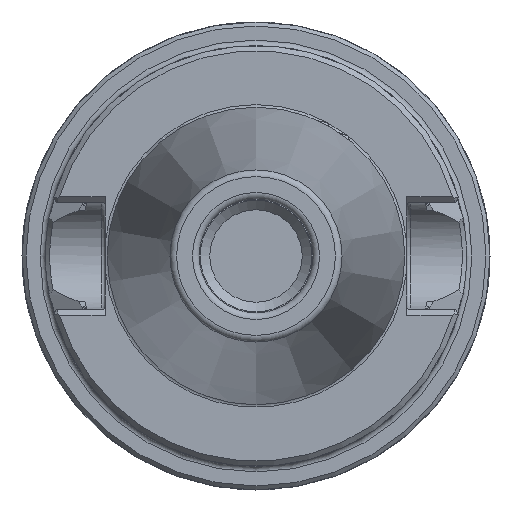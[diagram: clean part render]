
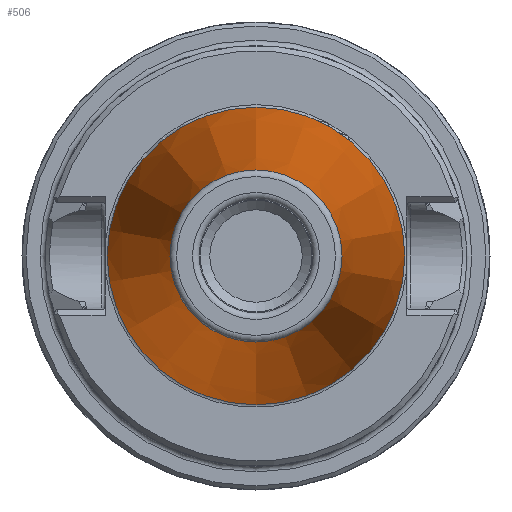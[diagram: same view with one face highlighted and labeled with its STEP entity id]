
A CAD part, left-side view. The second image highlights one B-rep face of the part: STEP entity #506.
In plain terms, the highlighted conical face has half-angle 8.297 degrees and reference radius 12.871 mm.
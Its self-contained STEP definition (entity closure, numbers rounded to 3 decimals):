
#506 = ADVANCED_FACE( '', ( #1106, #1107 ), #1108, .T. );
#1106 = FACE_OUTER_BOUND( '', #1877, .T. );
#1107 = FACE_BOUND( '', #1878, .T. );
#1108 = CONICAL_SURFACE( '', #1879, 12.871, 0.145 );
#1877 = EDGE_LOOP( '', ( #3280 ) );
#1878 = EDGE_LOOP( '', ( #3281 ) );
#1879 = AXIS2_PLACEMENT_3D( '', #3282, #3283, #3284 );
#3280 = ORIENTED_EDGE( '', *, *, #4563, .T. );
#3281 = ORIENTED_EDGE( '', *, *, #4176, .F. );
#3282 = CARTESIAN_POINT( '', ( -64.544, 0., 0. ) );
#3283 = DIRECTION( '', ( 1., 0., 0. ) );
#3284 = DIRECTION( '', ( 0., 0., -1. ) );
#4176 = EDGE_CURVE( '', #4994, #4994, #4995, .T. );
#4563 = EDGE_CURVE( '', #5558, #5558, #5559, .T. );
#4994 = VERTEX_POINT( '', #6318 );
#4995 = CIRCLE( '', #6319, 12.871 );
#5558 = VERTEX_POINT( '', #7475 );
#5559 = CIRCLE( '', #7476, 22.268 );
#6318 = CARTESIAN_POINT( '', ( -64.544, 0., 12.871 ) );
#6319 = AXIS2_PLACEMENT_3D( '', #7961, #7962, #7963 );
#7475 = CARTESIAN_POINT( '', ( -0.106, 0., 22.268 ) );
#7476 = AXIS2_PLACEMENT_3D( '', #8314, #8315, #8316 );
#7961 = CARTESIAN_POINT( '', ( -64.544, 0., 0. ) );
#7962 = DIRECTION( '', ( -1., 0., 0. ) );
#7963 = DIRECTION( '', ( 0., 0., 1. ) );
#8314 = CARTESIAN_POINT( '', ( -0.106, 0., 0. ) );
#8315 = DIRECTION( '', ( -1., 0., 0. ) );
#8316 = DIRECTION( '', ( 0., 0., 1. ) );
